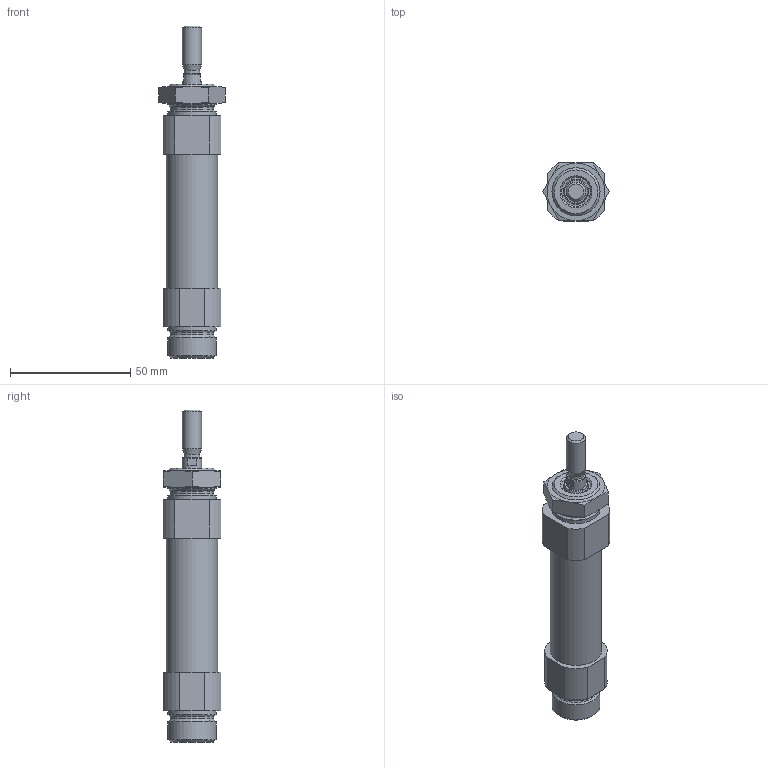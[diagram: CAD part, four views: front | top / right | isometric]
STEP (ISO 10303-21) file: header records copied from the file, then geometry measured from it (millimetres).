
FILE_DESCRIPTION(/* description */ ('STEP AP214'),/* implementation_level */ '2;1');
FILE_NAME(/* name */ '5225837_DSNU-S-20-30-PPS-A-MX',/* time_stamp */ '2024-08-22T22:18:21+02:00',/* author */ ('License CC BY-ND 4.0'),/* organization */ ('CADENAS'),/* preprocessor_version */ 'ST-DEVELOPER v19.3',/* originating_system */ 'PARTsolutions',/* authorisation */ ' ');
FILE_SCHEMA (('AUTOMOTIVE_DESIGN {1 0 10303 214 3 1 1}'));
Length unit declared in the file: millimetre
Products named in the file (4): 5225837 DSNU-S-20-30-PPS-A-MX---(0); 8112005 DSNU-S-20-30-PPS-MX---(C); 8112005 DSNU-S-20-30-PPS---(P); 5362912 M20x1.5
Assembly tree (3 placements, depth 2):
  5225837 DSNU-S-20-30-PPS-A-MX---(0)
    8112005 DSNU-S-20-30-PPS-MX---(C)
    8112005 DSNU-S-20-30-PPS---(P)
    5362912 M20x1.5
Bounding box: 27.71 x 24 x 138.1 mm (x, y, z)
Volume: 37661.8 mm3; surface area: 18888.8 mm2
Topology: 3 solids, 3 shells, 96 faces, 205 edges, 125 vertices
Faces by surface type: plane 37, cone 27, cylinder 25, torus 7
Full cylindrical faces by diameter (mm): 6.4 x1, 8 x3, 8.566 x2, 12.1 x1, 18 x2, 18.376 x1, 20 x6, 21.3 x1
Entity records: 2503 total; most frequent: CARTESIAN_POINT 499, DIRECTION 414, ORIENTED_EDGE 324, AXIS2_PLACEMENT_3D 184, EDGE_CURVE 162, FACE_BOUND 149, EDGE_LOOP 148, VERTEX_POINT 121
